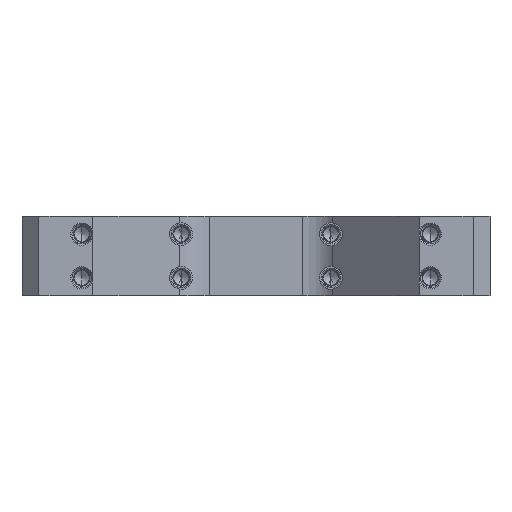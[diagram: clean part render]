
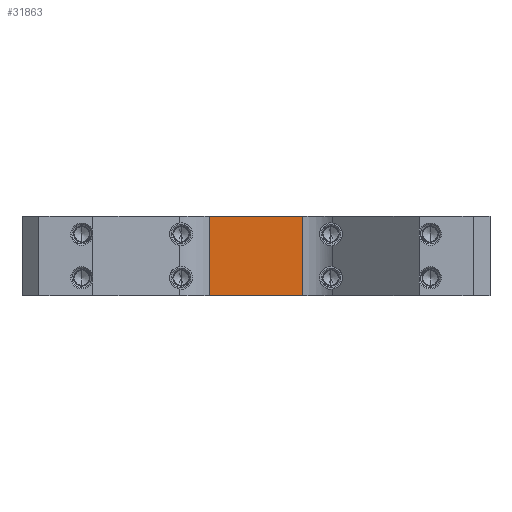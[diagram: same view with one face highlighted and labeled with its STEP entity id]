
A CAD part, left-side view. The second image highlights one B-rep face of the part: STEP entity #31863.
In plain terms, the highlighted planar face has unit normal (-1, 0, 0).
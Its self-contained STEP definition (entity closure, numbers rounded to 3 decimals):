
#81=DIRECTION('',(0.,0.,1.));
#82=VECTOR('',#81,12.);
#83=CARTESIAN_POINT('',(-20.32,7.022,-6.));
#84=LINE('',#83,#82);
#1055=DIRECTION('',(0.,0.,-1.));
#1056=VECTOR('',#1055,12.);
#1057=CARTESIAN_POINT('',(-20.32,-7.022,6.));
#1058=LINE('',#1057,#1056);
#1136=DIRECTION('',(0.,1.,0.));
#1137=VECTOR('',#1136,14.043);
#1138=CARTESIAN_POINT('',(-20.32,-7.022,-6.));
#1139=LINE('',#1138,#1137);
#1140=DIRECTION('',(0.,1.,0.));
#1141=VECTOR('',#1140,14.043);
#1142=CARTESIAN_POINT('',(-20.32,-7.022,6.));
#1143=LINE('',#1142,#1141);
#28722=CARTESIAN_POINT('',(-20.32,7.022,-6.));
#28723=VERTEX_POINT('',#28722);
#28724=CARTESIAN_POINT('',(-20.32,7.022,6.));
#28725=VERTEX_POINT('',#28724);
#28746=CARTESIAN_POINT('',(-20.32,-7.022,-6.));
#28747=VERTEX_POINT('',#28746);
#28748=CARTESIAN_POINT('',(-20.32,-7.022,6.));
#28749=VERTEX_POINT('',#28748);
#31851=CARTESIAN_POINT('',(-20.32,-77.815,6.35));
#31852=DIRECTION('',(1.,0.,0.));
#31853=DIRECTION('',(0.,1.,0.));
#31854=AXIS2_PLACEMENT_3D('',#31851,#31852,#31853);
#31855=PLANE('',#31854);
#31856=ORIENTED_EDGE('',*,*,#30549,.T.);
#31857=ORIENTED_EDGE('',*,*,#30496,.T.);
#31859=ORIENTED_EDGE('',*,*,#31858,.F.);
#31860=ORIENTED_EDGE('',*,*,#31829,.T.);
#31861=EDGE_LOOP('',(#31856,#31857,#31859,#31860));
#31862=FACE_OUTER_BOUND('',#31861,.F.);
#31863=ADVANCED_FACE('',(#31862),#31855,.F.);
#30496=EDGE_CURVE('',#28723,#28725,#84,.T.);
#30549=EDGE_CURVE('',#28747,#28723,#1139,.T.);
#31829=EDGE_CURVE('',#28749,#28747,#1058,.T.);
#31858=EDGE_CURVE('',#28749,#28725,#1143,.T.);
